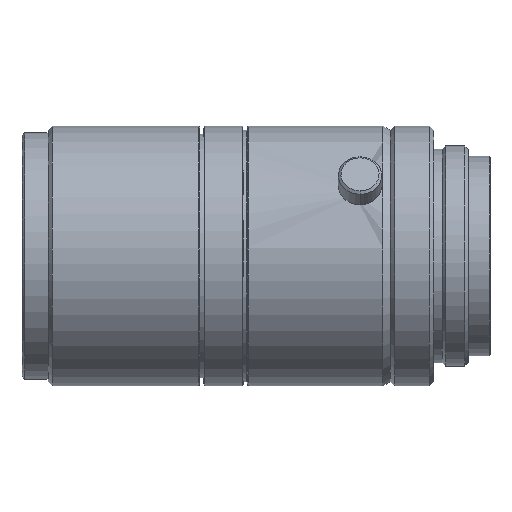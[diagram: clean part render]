
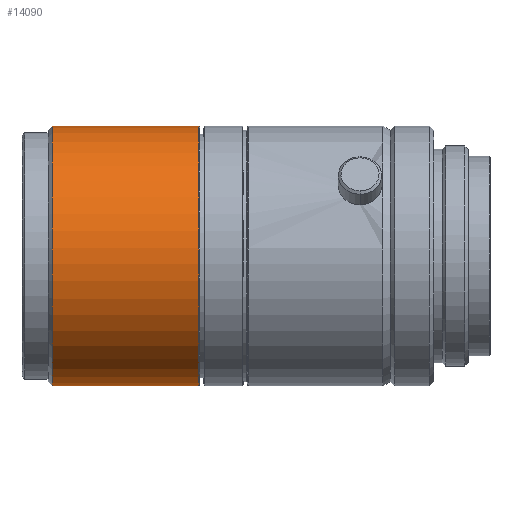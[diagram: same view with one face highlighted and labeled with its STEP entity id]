
A CAD part, top view. The second image highlights one B-rep face of the part: STEP entity #14090.
In plain terms, the highlighted free-form (B-spline) face has degree [2, 1] with [9, 2] control points.
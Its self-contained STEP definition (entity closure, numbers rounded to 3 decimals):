
#13210 = CARTESIAN_POINT ('', (-61.526, -15., 0.));
#13220 = VERTEX_POINT ('', #13210);
#13280 = CARTESIAN_POINT ('', (-61.526, 15., 0.));
#13290 = VERTEX_POINT ('', #13280);
#13300 = CARTESIAN_POINT ('', (-61.526, 15., 0.));
#13310 = CARTESIAN_POINT ('', (-61.526, 15., 15.));
#13320 = CARTESIAN_POINT ('', (-61.526, 0., 15.));
#13330 = CARTESIAN_POINT ('', (-61.526, -15., 15.));
#13340 = CARTESIAN_POINT ('', (-61.526, -15., 0.));
#13350 = (
   BOUNDED_CURVE ()
   B_SPLINE_CURVE (2, (#13300, #13310, #13320, #13330, #13340), .UNSPECIFIED., .F., .U.)
   B_SPLINE_CURVE_WITH_KNOTS ((3, 2, 3), (0., 90., 180.), .UNSPECIFIED.)
   CURVE ()
   GEOMETRIC_REPRESENTATION_ITEM ()
   RATIONAL_B_SPLINE_CURVE ((1., 0.707, 1., 0.707, 1.))
   REPRESENTATION_ITEM ('')
);
#13360 = EDGE_CURVE ('', #13290, #13220, #13350, .T.);
#13650 = ORIENTED_EDGE ('', *, *, #13360, .T.);
#13660 = CARTESIAN_POINT ('', (-44.626, -15., 0.));
#13670 = VERTEX_POINT ('', #13660);
#13680 = CARTESIAN_POINT ('', (-61.526, -15., 0.));
#13690 = CARTESIAN_POINT ('', (-44.626, -15., 0.));
#13700 = B_SPLINE_CURVE_WITH_KNOTS ('', 1, (#13680, #13690), .UNSPECIFIED., .F., .U., (2, 2), (0., 1.), .UNSPECIFIED.);
#13710 = EDGE_CURVE ('', #13220, #13670, #13700, .T.);
#13720 = ORIENTED_EDGE ('', *, *, #13710, .T.);
#13730 = CARTESIAN_POINT ('', (-44.626, 15., 0.));
#13740 = VERTEX_POINT ('', #13730);
#13750 = CARTESIAN_POINT ('', (-44.626, 15., 0.));
#13760 = CARTESIAN_POINT ('', (-44.626, 15., 15.));
#13770 = CARTESIAN_POINT ('', (-44.626, 0., 15.));
#13780 = CARTESIAN_POINT ('', (-44.626, -15., 15.));
#13790 = CARTESIAN_POINT ('', (-44.626, -15., 0.));
#13800 = (
   BOUNDED_CURVE ()
   B_SPLINE_CURVE (2, (#13750, #13760, #13770, #13780, #13790), .UNSPECIFIED., .F., .U.)
   B_SPLINE_CURVE_WITH_KNOTS ((3, 2, 3), (0., 90., 180.), .UNSPECIFIED.)
   CURVE ()
   GEOMETRIC_REPRESENTATION_ITEM ()
   RATIONAL_B_SPLINE_CURVE ((1., 0.707, 1., 0.707, 1.))
   REPRESENTATION_ITEM ('')
);
#13810 = EDGE_CURVE ('', #13740, #13670, #13800, .T.);
#13820 = ORIENTED_EDGE ('', *, *, #13810, .F.);
#13830 = CARTESIAN_POINT ('', (-61.526, 15., 0.));
#13840 = CARTESIAN_POINT ('', (-44.626, 15., 0.));
#13850 = B_SPLINE_CURVE_WITH_KNOTS ('', 1, (#13830, #13840), .UNSPECIFIED., .F., .U., (2, 2), (0., 1.), .UNSPECIFIED.);
#13860 = EDGE_CURVE ('', #13290, #13740, #13850, .T.);
#13870 = ORIENTED_EDGE ('', *, *, #13860, .F.);
#13880 = EDGE_LOOP ('', (#13650, #13720, #13820, #13870));
#13890 = FACE_OUTER_BOUND ('', #13880, .T.);
#13900 = CARTESIAN_POINT ('', (-63.217, 15., 0.));
#13910 = CARTESIAN_POINT ('', (-42.935, 15., 0.));
#13920 = CARTESIAN_POINT ('', (-63.217, 15., 15.));
#13930 = CARTESIAN_POINT ('', (-42.935, 15., 15.));
#13940 = CARTESIAN_POINT ('', (-63.217, 0., 15.));
#13950 = CARTESIAN_POINT ('', (-42.935, 0., 15.));
#13960 = CARTESIAN_POINT ('', (-63.217, -15., 15.));
#13970 = CARTESIAN_POINT ('', (-42.935, -15., 15.));
#13980 = CARTESIAN_POINT ('', (-63.217, -15., 0.));
#13990 = CARTESIAN_POINT ('', (-42.935, -15., 0.));
#14000 = CARTESIAN_POINT ('', (-63.217, -15., -15.));
#14010 = CARTESIAN_POINT ('', (-42.935, -15., -15.));
#14020 = CARTESIAN_POINT ('', (-63.217, 0., -15.));
#14030 = CARTESIAN_POINT ('', (-42.935, 0., -15.));
#14040 = CARTESIAN_POINT ('', (-63.217, 15., -15.));
#14050 = CARTESIAN_POINT ('', (-42.935, 15., -15.));
#14060 = CARTESIAN_POINT ('', (-63.217, 15., 0.));
#14070 = CARTESIAN_POINT ('', (-42.935, 15., 0.));
#14080 = (
   BOUNDED_SURFACE ()
   B_SPLINE_SURFACE (2, 1, ((#13900, #13910), (#13920, #13930), (#13940, #13950), (#13960, #13970), (#13980, #13990), (#14000, #14010), (#14020, #14030), (#14040, #14050), (#14060, #14070)), .UNSPECIFIED., .T., .F., .U.)
   B_SPLINE_SURFACE_WITH_KNOTS ((3, 2, 2, 2, 3), (2, 2), (0., 0.25, 0.5, 0.75, 1.), (0., 1.), .UNSPECIFIED.)
   SURFACE ()
   GEOMETRIC_REPRESENTATION_ITEM ()
   RATIONAL_B_SPLINE_SURFACE (((1., 1.), (0.707, 0.707), (1., 1.), (0.707, 0.707), (1., 1.), (0.707, 0.707), (1., 1.), (0.707, 0.707), (1., 1.)))
   REPRESENTATION_ITEM ('')
);
#14090 = ADVANCED_FACE ('', (#13890), #14080, .T.);
